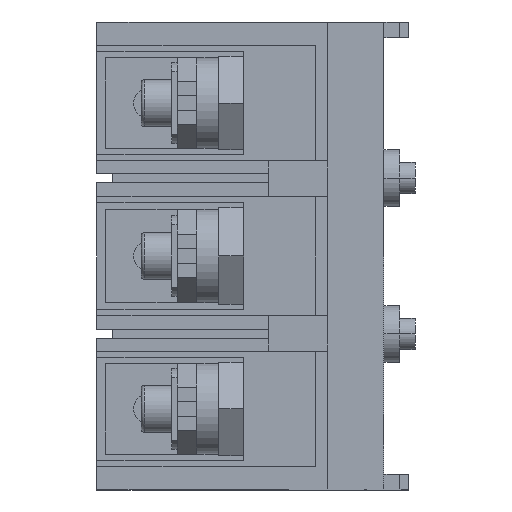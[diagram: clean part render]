
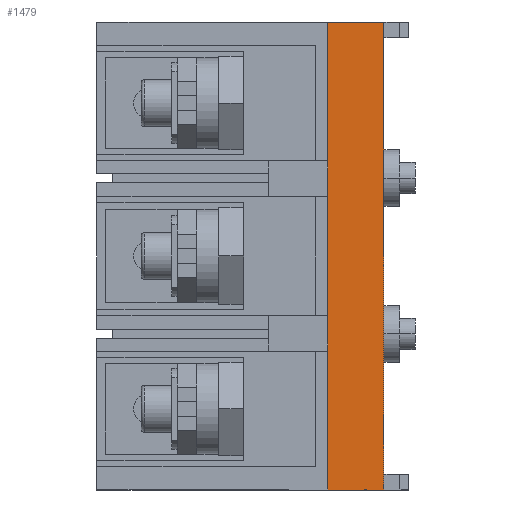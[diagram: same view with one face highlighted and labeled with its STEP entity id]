
A CAD part, left-side view. The second image highlights one B-rep face of the part: STEP entity #1479.
In plain terms, the highlighted planar face has unit normal (-1, 0, 0).
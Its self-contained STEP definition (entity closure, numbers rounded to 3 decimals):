
#1479 = ADVANCED_FACE ( 'NONE', ( #20165 ), #9715, .F. ) ;
#2335 = CARTESIAN_POINT ( 'NONE',  ( -135., 8., 75. ) ) ;
#3818 = DIRECTION ( 'NONE',  ( 0., 0., 1. ) ) ;
#5522 = DIRECTION ( 'NONE',  ( 0., 1., 0. ) ) ;
#7971 = ORIENTED_EDGE ( 'NONE', *, *, #31292, .F. ) ;
#8198 = ORIENTED_EDGE ( 'NONE', *, *, #21063, .T. ) ;
#8304 = AXIS2_PLACEMENT_3D ( 'NONE', #24524, #12614, #29335 ) ;
#9715 = PLANE ( 'NONE',  #8304 ) ;
#10174 = CARTESIAN_POINT ( 'NONE',  ( -135., 26., -75. ) ) ;
#10855 = VERTEX_POINT ( 'NONE', #2335 ) ;
#12614 = DIRECTION ( 'NONE',  ( 1., 0., 0. ) ) ;
#13090 = EDGE_CURVE ( 'NONE', #10855, #20559, #25016, .T. ) ;
#13584 = VECTOR ( 'NONE', #3818, 1000. ) ;
#13953 = CARTESIAN_POINT ( 'NONE',  ( -135., 8., -75. ) ) ;
#14492 = ORIENTED_EDGE ( 'NONE', *, *, #20079, .F. ) ;
#15764 = CARTESIAN_POINT ( 'NONE',  ( -135., 26., 75. ) ) ;
#16524 = LINE ( 'NONE', #23584, #31347 ) ;
#17342 = EDGE_LOOP ( 'NONE', ( #17975, #7971, #14492, #8198 ) ) ;
#17975 = ORIENTED_EDGE ( 'NONE', *, *, #13090, .T. ) ;
#19195 = CARTESIAN_POINT ( 'NONE',  ( -135., 8., -75. ) ) ;
#19531 = LINE ( 'NONE', #13953, #13584 ) ;
#20079 = EDGE_CURVE ( 'NONE', #28849, #24704, #29786, .T. ) ;
#20165 = FACE_OUTER_BOUND ( 'NONE', #17342, .T. ) ;
#20559 = VERTEX_POINT ( 'NONE', #15764 ) ;
#21063 = EDGE_CURVE ( 'NONE', #28849, #10855, #19531, .T. ) ;
#21167 = DIRECTION ( 'NONE',  ( 0., 0., 1. ) ) ;
#22760 = DIRECTION ( 'NONE',  ( 0., 1., 0. ) ) ;
#23584 = CARTESIAN_POINT ( 'NONE',  ( -135., 26., -75. ) ) ;
#23676 = CARTESIAN_POINT ( 'NONE',  ( -135., 26., -75. ) ) ;
#24524 = CARTESIAN_POINT ( 'NONE',  ( -135., 26., -75. ) ) ;
#24704 = VERTEX_POINT ( 'NONE', #23676 ) ;
#25016 = LINE ( 'NONE', #27736, #27407 ) ;
#27407 = VECTOR ( 'NONE', #22760, 1000. ) ;
#27736 = CARTESIAN_POINT ( 'NONE',  ( -135., 26., 75. ) ) ;
#28849 = VERTEX_POINT ( 'NONE', #19195 ) ;
#28941 = VECTOR ( 'NONE', #5522, 1000. ) ;
#29335 = DIRECTION ( 'NONE',  ( 0., 0., -1. ) ) ;
#29786 = LINE ( 'NONE', #10174, #28941 ) ;
#31292 = EDGE_CURVE ( 'NONE', #24704, #20559, #16524, .T. ) ;
#31347 = VECTOR ( 'NONE', #21167, 1000. ) ;
